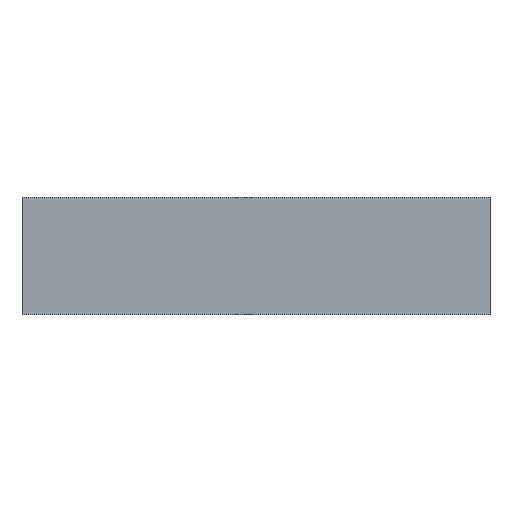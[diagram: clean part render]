
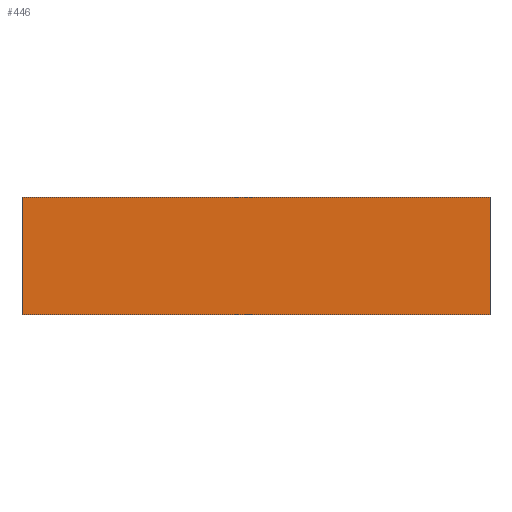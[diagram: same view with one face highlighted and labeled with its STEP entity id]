
A CAD part, front view. The second image highlights one B-rep face of the part: STEP entity #446.
In plain terms, the highlighted planar face has unit normal (0, -1, 0).
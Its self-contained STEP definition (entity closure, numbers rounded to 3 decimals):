
#328=CARTESIAN_POINT('',(-0.5,-0.75,0.25));
#329=VERTEX_POINT('',#328);
#346=CARTESIAN_POINT('',(-0.5,-0.75,0.0));
#347=VERTEX_POINT('',#346);
#354=CARTESIAN_POINT('',(-0.5,-0.75,0.0));
#355=DIRECTION('',(0.0,0.0,1.0));
#356=VECTOR('',#355,0.25);
#357=LINE('',#354,#356);
#358=EDGE_CURVE('',#347,#329,#357,.T.);
#399=CARTESIAN_POINT('',(0.5,-0.75,0.25));
#400=VERTEX_POINT('',#399);
#407=CARTESIAN_POINT('',(0.5,-0.75,0.0));
#408=VERTEX_POINT('',#407);
#409=CARTESIAN_POINT('',(0.5,-0.75,0.0));
#410=DIRECTION('',(0.0,0.0,1.0));
#411=VECTOR('',#410,0.25);
#412=LINE('',#409,#411);
#413=EDGE_CURVE('',#408,#400,#412,.T.);
#425=CARTESIAN_POINT('',(0.5,-0.75,0.0));
#426=DIRECTION('',(0.0,-1.0,0.0));
#427=DIRECTION('',(0.0,0.0,-1.0));
#428=AXIS2_PLACEMENT_3D('',#425,#426,#427);
#429=PLANE('',#428);
#430=CARTESIAN_POINT('',(0.5,-0.75,0.25));
#431=DIRECTION('',(-1.0,0.0,0.0));
#432=VECTOR('',#431,1.0);
#433=LINE('',#430,#432);
#434=EDGE_CURVE('',#400,#329,#433,.T.);
#435=ORIENTED_EDGE('',*,*,#434,.T.);
#436=ORIENTED_EDGE('',*,*,#358,.F.);
#437=CARTESIAN_POINT('',(-0.5,-0.75,0.0));
#438=DIRECTION('',(1.0,0.0,0.0));
#439=VECTOR('',#438,1.0);
#440=LINE('',#437,#439);
#441=EDGE_CURVE('',#347,#408,#440,.T.);
#442=ORIENTED_EDGE('',*,*,#441,.T.);
#443=ORIENTED_EDGE('',*,*,#413,.T.);
#444=EDGE_LOOP('',(#435,#436,#442,#443));
#445=FACE_OUTER_BOUND('',#444,.T.);
#446=ADVANCED_FACE('',(#445),#429,.T.);
